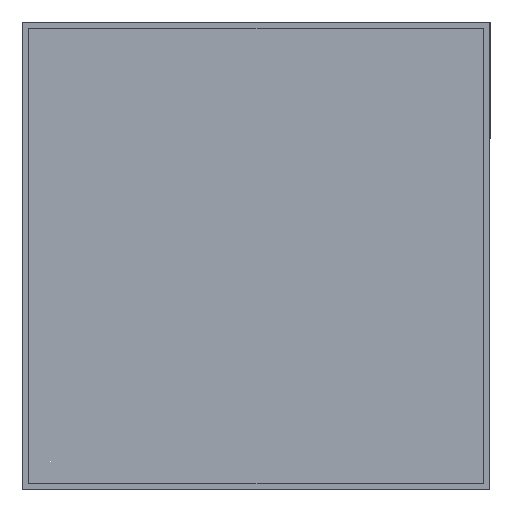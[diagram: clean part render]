
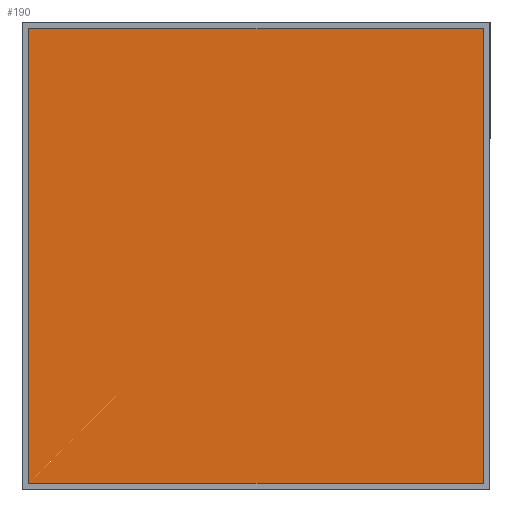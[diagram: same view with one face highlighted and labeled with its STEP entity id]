
A CAD part, left-side view. The second image highlights one B-rep face of the part: STEP entity #190.
In plain terms, the highlighted planar face has unit normal (-1, 0, 0).
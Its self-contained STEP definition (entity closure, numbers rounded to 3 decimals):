
#20=FACE_OUTER_BOUND('',#31,.T.);
#31=EDGE_LOOP('',(#143,#144,#145,#146));
#41=LINE('',#278,#65);
#45=LINE('',#285,#69);
#48=LINE('',#291,#72);
#50=LINE('',#294,#74);
#65=VECTOR('',#228,10.);
#69=VECTOR('',#234,10.);
#72=VECTOR('',#239,10.);
#74=VECTOR('',#243,10.);
#89=VERTEX_POINT('',#275);
#90=VERTEX_POINT('',#277);
#92=VERTEX_POINT('',#283);
#94=VERTEX_POINT('',#289);
#105=EDGE_CURVE('',#89,#90,#41,.F.);
#109=EDGE_CURVE('',#92,#89,#45,.F.);
#112=EDGE_CURVE('',#94,#92,#48,.F.);
#114=EDGE_CURVE('',#90,#94,#50,.F.);
#143=ORIENTED_EDGE('',*,*,#114,.F.);
#144=ORIENTED_EDGE('',*,*,#105,.F.);
#145=ORIENTED_EDGE('',*,*,#109,.F.);
#146=ORIENTED_EDGE('',*,*,#112,.F.);
#179=PLANE('',#215);
#190=ADVANCED_FACE('',(#20),#179,.F.);
#215=AXIS2_PLACEMENT_3D('',#295,#244,#245);
#228=DIRECTION('',(0.,1.,0.));
#234=DIRECTION('',(0.,0.,-1.));
#239=DIRECTION('',(0.,-1.,0.));
#243=DIRECTION('',(0.,0.,1.));
#244=DIRECTION('center_axis',(1.,0.,0.));
#245=DIRECTION('ref_axis',(0.,0.,-1.));
#275=CARTESIAN_POINT('',(990.,710.,710.));
#277=CARTESIAN_POINT('',(990.,10.,710.));
#278=CARTESIAN_POINT('',(990.,540.,710.));
#283=CARTESIAN_POINT('',(990.,710.,10.));
#285=CARTESIAN_POINT('',(990.,710.,180.));
#289=CARTESIAN_POINT('',(990.,10.,10.));
#291=CARTESIAN_POINT('',(990.,180.,10.));
#294=CARTESIAN_POINT('',(990.,10.,540.));
#295=CARTESIAN_POINT('Origin',(990.,360.,360.));
